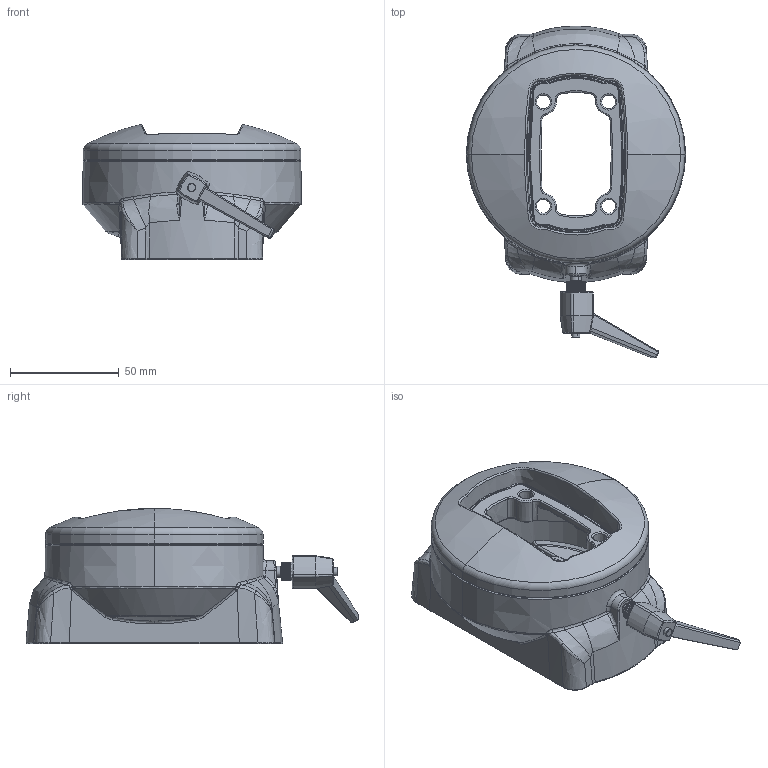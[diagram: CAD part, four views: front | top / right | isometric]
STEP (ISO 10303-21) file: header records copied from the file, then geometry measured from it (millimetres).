
FILE_DESCRIPTION (( 'STEP AP203' ), '1' );
FILE_NAME ('TK045-830.STEP', '2018-09-19T06:44:54', ( '' ), ( '' ), 'SwSTEP 2.0', 'SolidWorks 2018', '' );
FILE_SCHEMA (( 'CONFIG_CONTROL_DESIGN' ));
Length unit declared in the file: millimetre
Products named in the file (1): TK045-830
Bounding box: 100.68 x 152.56 x 62.06 mm (x, y, z)
Volume: 197701.7 mm3; surface area: 76234.2 mm2
Topology: 2 solids, 26 shells, 2284 faces, 5433 edges, 3137 vertices
Faces by surface type: bspline 1134, torus 319, cylinder 318, cone 213, plane 196, sphere 104
Entity records: 102273 total; most frequent: CARTESIAN_POINT 57599, ORIENTED_EDGE 10758, DIRECTION 7713, EDGE_CURVE 5379, AXIS2_PLACEMENT_3D 3499, VERTEX_POINT 3137, CIRCLE 2348, EDGE_LOOP 2314
